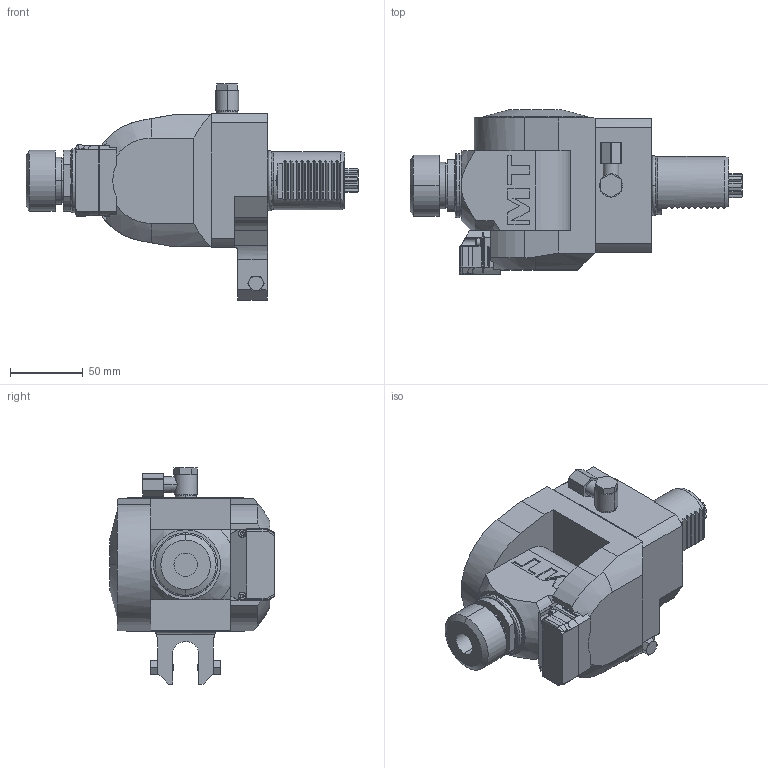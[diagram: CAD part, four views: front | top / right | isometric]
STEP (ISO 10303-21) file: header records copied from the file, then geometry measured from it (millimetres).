
FILE_DESCRIPTION((''),'2;1');
FILE_NAME('SAU0771125_CONF','2023-11-23T11:09:04',('gvalli'),('M.T. srl'),'CREO PARAMETRIC BY PTC INC, 2021072','CREO PARAMETRIC BY PTC INC, 2021072','');
FILE_SCHEMA(('CONFIG_CONTROL_DESIGN'));
Length unit declared in the file: millimetre
Products named in the file (1): SAU0771125_CONF
Bounding box: 228.16 x 113.2 x 148.5 mm (x, y, z)
Volume: 1037076.8 mm3; surface area: 98596.2 mm2
Topology: 1 solids, 1 shells, 553 faces, 1485 edges, 939 vertices
Faces by surface type: plane 316, cylinder 162, cone 58, torus 11, extrusion 4, sphere 2
Entity records: 18501 total; most frequent: CARTESIAN_POINT 4738, ORIENTED_EDGE 2962, DIRECTION 2771, EDGE_CURVE 1481, AXIS2_PLACEMENT_3D 958, VERTEX_POINT 939, VECTOR 855, LINE 851
